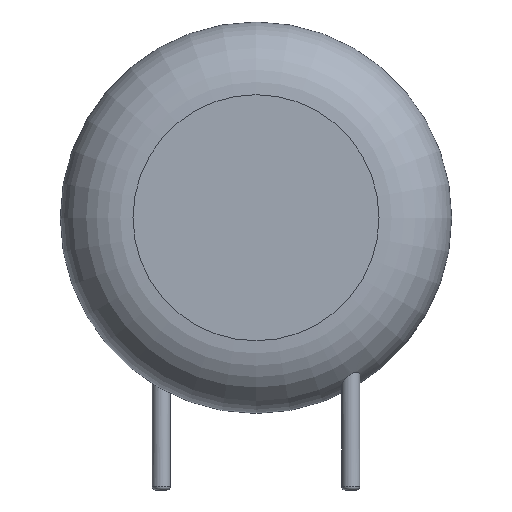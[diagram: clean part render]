
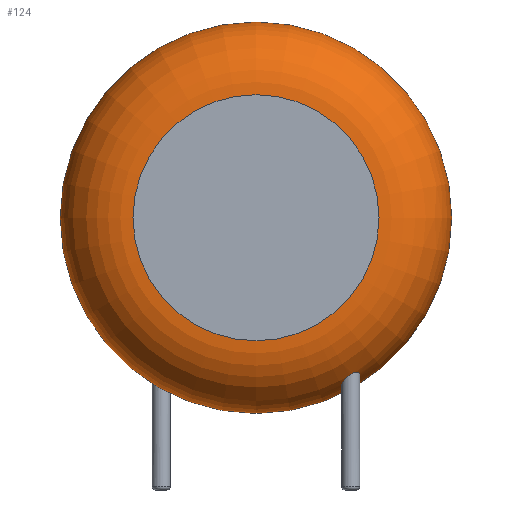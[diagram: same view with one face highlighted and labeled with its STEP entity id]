
A CAD part, front view. The second image highlights one B-rep face of the part: STEP entity #124.
In plain terms, the highlighted toroidal (fillet/blend) face has major radius 4.872 mm and minor radius 2.878 mm.
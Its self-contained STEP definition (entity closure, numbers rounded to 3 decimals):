
#24=VERTEX_POINT('',#25);
#25=CARTESIAN_POINT('',(11.5,-1.422,7.78));
#30=ORIENTED_EDGE('',*,*,#31,.T.);
#31=EDGE_CURVE('',#24,#24,#32,.T.);
#32=CIRCLE('',#33,7.75);
#33=AXIS2_PLACEMENT_3D('',#34,#35,#36);
#34=CARTESIAN_POINT('',(3.75,-1.422,7.78));
#35=DIRECTION('',(0.,-1.,0.));
#36=DIRECTION('',(1.,0.,0.));
#124=ADVANCED_FACE('',(#125,#141),#207,.T.);
#125=FACE_BOUND('',#126,.T.);
#126=EDGE_LOOP('',(#30,#127,#135,#140));
#127=ORIENTED_EDGE('',*,*,#128,.T.);
#128=EDGE_CURVE('',#24,#129,#131,.T.);
#129=VERTEX_POINT('',#130);
#130=CARTESIAN_POINT('',(8.622,-4.3,7.78));
#131=CIRCLE('',#132,2.878);
#132=AXIS2_PLACEMENT_3D('',#133,#134,#36);
#133=CARTESIAN_POINT('',(8.622,-1.422,7.78));
#134=DIRECTION('',(0.,0.,-1.));
#135=ORIENTED_EDGE('',*,*,#136,.F.);
#136=EDGE_CURVE('',#129,#129,#137,.T.);
#137=CIRCLE('',#138,4.872);
#138=AXIS2_PLACEMENT_3D('',#139,#35,#36);
#139=CARTESIAN_POINT('',(3.75,-4.3,7.78));
#140=ORIENTED_EDGE('',*,*,#128,.F.);
#141=FACE_BOUND('',#142,.T.);
#142=EDGE_LOOP('',(#143,#162));
#143=ORIENTED_EDGE('',*,*,#144,.T.);
#144=EDGE_CURVE('',#145,#147,#149,.T.);
#145=VERTEX_POINT('',#146);
#146=CARTESIAN_POINT('',(7.86,-2.7,1.565));
#147=VERTEX_POINT('',#148);
#148=CARTESIAN_POINT('',(7.491,-2.34,1.165));
#149=B_SPLINE_CURVE_WITH_KNOTS('',7,(#146,#150,#151,#152,#153,#154,#155,#156,#157,#158,#159,#160,#161,#148),.UNSPECIFIED.,.F.,.F.,(8,6,8),(0.,0.427,1.),.UNSPECIFIED.);
#150=CARTESIAN_POINT('',(7.86,-2.665,1.545));
#151=CARTESIAN_POINT('',(7.856,-2.631,1.522));
#152=CARTESIAN_POINT('',(7.848,-2.597,1.499));
#153=CARTESIAN_POINT('',(7.837,-2.564,1.474));
#154=CARTESIAN_POINT('',(7.822,-2.533,1.449));
#155=CARTESIAN_POINT('',(7.804,-2.504,1.423));
#156=CARTESIAN_POINT('',(7.754,-2.44,1.362));
#157=CARTESIAN_POINT('',(7.719,-2.408,1.327));
#158=CARTESIAN_POINT('',(7.68,-2.381,1.291));
#159=CARTESIAN_POINT('',(7.637,-2.36,1.257));
#160=CARTESIAN_POINT('',(7.59,-2.346,1.223));
#161=CARTESIAN_POINT('',(7.54,-2.339,1.192));
#162=ORIENTED_EDGE('',*,*,#163,.T.);
#163=EDGE_CURVE('',#147,#145,#164,.T.);
#164=B_SPLINE_CURVE_WITH_KNOTS('',7,(#148,#165,#166,#167,#168,#169,#170,#171,#172,#173,#174,#175,#176,#177,#178,#179,#180,#181,#182,#183,#184,#185,#186,#187,#188,#189,#190,#191,#192,#193,#194,#195,#196,#197,#198,#199,#200,#201,#202,#203,#204,#205,#206,#146),.UNSPECIFIED.,.F.,.F.,(8,6,6,6,6,6,6,8),(0.,0.191,0.296,0.348,0.503,0.694,0.904,1.),.UNSPECIFIED.);
#165=CARTESIAN_POINT('',(7.443,-2.341,1.138));
#166=CARTESIAN_POINT('',(7.395,-2.35,1.115));
#167=CARTESIAN_POINT('',(7.349,-2.366,1.096));
#168=CARTESIAN_POINT('',(7.305,-2.39,1.082));
#169=CARTESIAN_POINT('',(7.265,-2.42,1.073));
#170=CARTESIAN_POINT('',(7.232,-2.455,1.071));
#171=CARTESIAN_POINT('',(7.19,-2.516,1.077));
#172=CARTESIAN_POINT('',(7.177,-2.538,1.081));
#173=CARTESIAN_POINT('',(7.166,-2.562,1.086));
#174=CARTESIAN_POINT('',(7.157,-2.586,1.093));
#175=CARTESIAN_POINT('',(7.15,-2.61,1.102));
#176=CARTESIAN_POINT('',(7.145,-2.635,1.113));
#177=CARTESIAN_POINT('',(7.141,-2.672,1.13));
#178=CARTESIAN_POINT('',(7.14,-2.684,1.136));
#179=CARTESIAN_POINT('',(7.14,-2.696,1.143));
#180=CARTESIAN_POINT('',(7.14,-2.709,1.15));
#181=CARTESIAN_POINT('',(7.14,-2.721,1.157));
#182=CARTESIAN_POINT('',(7.141,-2.733,1.164));
#183=CARTESIAN_POINT('',(7.147,-2.78,1.195));
#184=CARTESIAN_POINT('',(7.156,-2.815,1.221));
#185=CARTESIAN_POINT('',(7.168,-2.848,1.248));
#186=CARTESIAN_POINT('',(7.184,-2.88,1.277));
#187=CARTESIAN_POINT('',(7.203,-2.909,1.307));
#188=CARTESIAN_POINT('',(7.226,-2.936,1.338));
#189=CARTESIAN_POINT('',(7.282,-2.989,1.407));
#190=CARTESIAN_POINT('',(7.317,-3.015,1.445));
#191=CARTESIAN_POINT('',(7.355,-3.035,1.483));
#192=CARTESIAN_POINT('',(7.397,-3.051,1.52));
#193=CARTESIAN_POINT('',(7.442,-3.06,1.554));
#194=CARTESIAN_POINT('',(7.489,-3.063,1.584));
#195=CARTESIAN_POINT('',(7.588,-3.053,1.637));
#196=CARTESIAN_POINT('',(7.64,-3.039,1.658));
#197=CARTESIAN_POINT('',(7.69,-3.015,1.671));
#198=CARTESIAN_POINT('',(7.735,-2.983,1.675));
#199=CARTESIAN_POINT('',(7.773,-2.944,1.67));
#200=CARTESIAN_POINT('',(7.803,-2.901,1.659));
#201=CARTESIAN_POINT('',(7.835,-2.834,1.634));
#202=CARTESIAN_POINT('',(7.843,-2.812,1.625));
#203=CARTESIAN_POINT('',(7.85,-2.79,1.614));
#204=CARTESIAN_POINT('',(7.855,-2.767,1.603));
#205=CARTESIAN_POINT('',(7.858,-2.745,1.591));
#206=CARTESIAN_POINT('',(7.86,-2.722,1.579));
#207=TOROIDAL_SURFACE('',#33,4.872,2.878);
